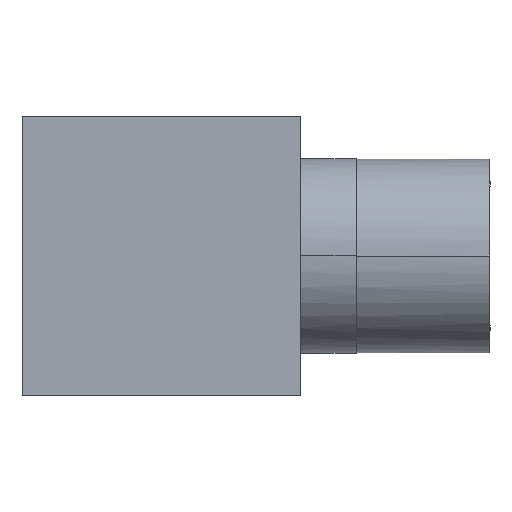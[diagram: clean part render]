
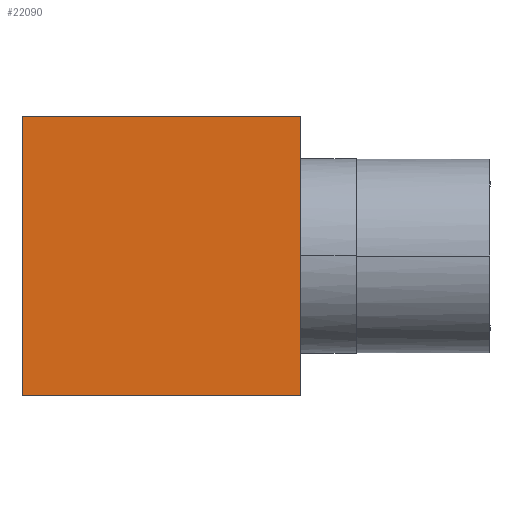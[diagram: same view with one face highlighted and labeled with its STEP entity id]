
A CAD part, front view. The second image highlights one B-rep face of the part: STEP entity #22090.
In plain terms, the highlighted free-form (B-spline) face has degree [1, 1] with [2, 2] control points.
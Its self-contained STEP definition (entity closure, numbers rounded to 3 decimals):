
#21740 = CARTESIAN_POINT ('', (0., -20., 25.));
#21750 = VERTEX_POINT ('', #21740);
#21760 = CARTESIAN_POINT ('', (0., -20., -25.));
#21770 = VERTEX_POINT ('', #21760);
#21780 = CARTESIAN_POINT ('', (0., -20., 25.));
#21790 = CARTESIAN_POINT ('', (0., -20., -25.));
#21800 = B_SPLINE_CURVE_WITH_KNOTS ('', 1, (#21780, #21790), .UNSPECIFIED., .F., .U., (2, 2), (0., 1.), .UNSPECIFIED.);
#21810 = EDGE_CURVE ('', #21750, #21770, #21800, .T.);
#21820 = ORIENTED_EDGE ('', *, *, #21810, .T.);
#21830 = CARTESIAN_POINT ('', (50., -20., -25.));
#21840 = VERTEX_POINT ('', #21830);
#21850 = CARTESIAN_POINT ('', (0., -20., -25.));
#21860 = CARTESIAN_POINT ('', (50., -20., -25.));
#21870 = B_SPLINE_CURVE_WITH_KNOTS ('', 1, (#21850, #21860), .UNSPECIFIED., .F., .U., (2, 2), (0., 1.), .UNSPECIFIED.);
#21880 = EDGE_CURVE ('', #21770, #21840, #21870, .T.);
#21890 = ORIENTED_EDGE ('', *, *, #21880, .T.);
#21900 = CARTESIAN_POINT ('', (50., -20., 25.));
#21910 = VERTEX_POINT ('', #21900);
#21920 = CARTESIAN_POINT ('', (50., -20., -25.));
#21930 = CARTESIAN_POINT ('', (50., -20., 25.));
#21940 = B_SPLINE_CURVE_WITH_KNOTS ('', 1, (#21920, #21930), .UNSPECIFIED., .F., .U., (2, 2), (0., 1.), .UNSPECIFIED.);
#21950 = EDGE_CURVE ('', #21840, #21910, #21940, .T.);
#21960 = ORIENTED_EDGE ('', *, *, #21950, .T.);
#21970 = CARTESIAN_POINT ('', (50., -20., 25.));
#21980 = CARTESIAN_POINT ('', (0., -20., 25.));
#21990 = B_SPLINE_CURVE_WITH_KNOTS ('', 1, (#21970, #21980), .UNSPECIFIED., .F., .U., (2, 2), (0., 1.), .UNSPECIFIED.);
#22000 = EDGE_CURVE ('', #21910, #21750, #21990, .T.);
#22010 = ORIENTED_EDGE ('', *, *, #22000, .T.);
#22020 = EDGE_LOOP ('', (#21820, #21890, #21960, #22010));
#22030 = FACE_OUTER_BOUND ('', #22020, .T.);
#22040 = CARTESIAN_POINT ('', (0., -20., 25.));
#22050 = CARTESIAN_POINT ('', (50., -20., 25.));
#22060 = CARTESIAN_POINT ('', (0., -20., -25.));
#22070 = CARTESIAN_POINT ('', (50., -20., -25.));
#22080 = B_SPLINE_SURFACE_WITH_KNOTS ('', 1, 1, ((#22040, #22050), (#22060, #22070)), .UNSPECIFIED., .F., .F., .U., (2, 2), (2, 2), (0., 1.), (0., 1.), .UNSPECIFIED.);
#22090 = ADVANCED_FACE ('', (#22030), #22080, .T.);
